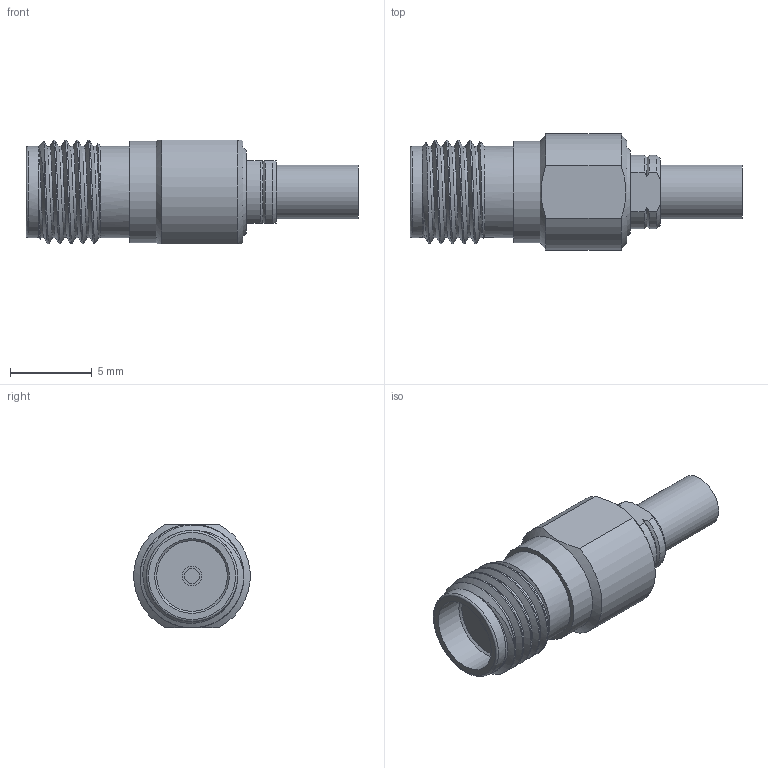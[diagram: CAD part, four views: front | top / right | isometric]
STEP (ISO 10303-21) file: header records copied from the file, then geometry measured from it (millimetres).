
FILE_DESCRIPTION (( 'STEP AP203' ), '1' );
FILE_NAME ('PE91300_3D.step', '2022-02-14T20:57:27', ( '' ), ( '' ), 'SwSTEP 2.0', 'SolidWorks 2021', '' );
FILE_SCHEMA (( 'CONFIG_CONTROL_DESIGN' ));
Length unit declared in the file: inch
Products named in the file (1): PE91300_3D
Bounding box: 20.32 x 7.1 x 6.35 mm (x, y, z)
Volume: 445.8 mm3; surface area: 506.6 mm2
Topology: 1 solids, 1 shells, 53 faces, 116 edges, 75 vertices
Faces by surface type: cylinder 19, plane 16, cone 13, bspline 3, sphere 1, torus 1
Full cylindrical faces by diameter (mm): 0.305 x1, 0.539 x1, 0.806 x1, 0.94 x1, 1.194 x1, 2.21 x1, 2.87 x1, 3.302 x1, 4.572 x1, 5.582 x2, 6.187 x1
Entity records: 3205 total; most frequent: CARTESIAN_POINT 2109, DIRECTION 208, ORIENTED_EDGE 180, AXIS2_PLACEMENT_3D 96, EDGE_CURVE 90, EDGE_LOOP 82, VERTEX_POINT 68, FACE_OUTER_BOUND 66
